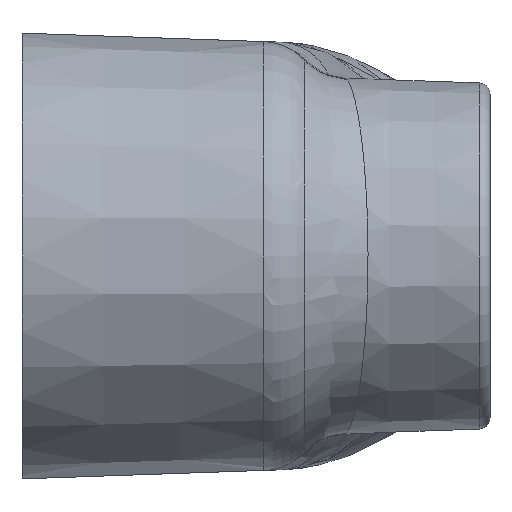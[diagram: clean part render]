
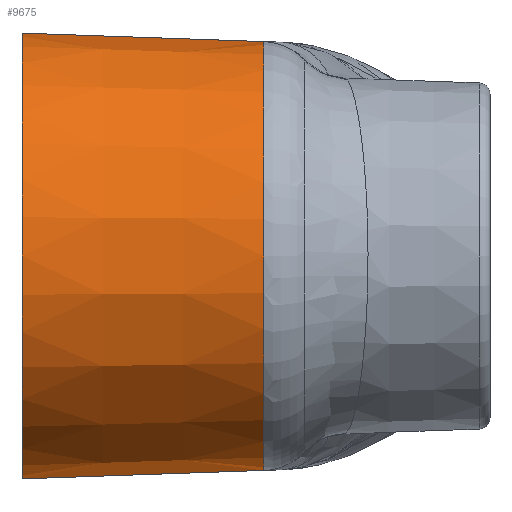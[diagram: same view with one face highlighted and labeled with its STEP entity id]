
A CAD part, left-side view. The second image highlights one B-rep face of the part: STEP entity #9675.
In plain terms, the highlighted conical face has half-angle 2 degrees and reference radius 31.308 mm.
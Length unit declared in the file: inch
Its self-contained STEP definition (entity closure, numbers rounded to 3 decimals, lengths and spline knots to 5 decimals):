
#398=CONICAL_SURFACE('',#10269,1.2326,0.035);
#784=LINE('',#21859,#1525);
#785=LINE('',#21860,#1526);
#1525=VECTOR('',#11584,0.39394);
#1526=VECTOR('',#11585,0.39394);
#2987=FACE_OUTER_BOUND('',#3576,.T.);
#3576=EDGE_LOOP('',(#8257,#8258,#8259,#8260));
#3813=CIRCLE('',#9930,1.25);
#3957=CIRCLE('',#10270,1.20268);
#4018=VERTEX_POINT('',#12651);
#4019=VERTEX_POINT('',#12652);
#4597=VERTEX_POINT('',#21856);
#4598=VERTEX_POINT('',#21857);
#4986=EDGE_CURVE('',#4018,#4019,#3813,.T.);
#5879=EDGE_CURVE('',#4597,#4598,#3957,.T.);
#5880=EDGE_CURVE('',#4597,#4018,#784,.T.);
#5881=EDGE_CURVE('',#4019,#4598,#785,.T.);
#8257=ORIENTED_EDGE('',*,*,#5879,.F.);
#8258=ORIENTED_EDGE('',*,*,#5880,.T.);
#8259=ORIENTED_EDGE('',*,*,#4986,.T.);
#8260=ORIENTED_EDGE('',*,*,#5881,.T.);
#9675=ADVANCED_FACE('',(#2987),#398,.T.);
#9930=AXIS2_PLACEMENT_3D('',#12653,#10532,#10533);
#10269=AXIS2_PLACEMENT_3D('',#21855,#11580,#11581);
#10270=AXIS2_PLACEMENT_3D('',#21858,#11582,#11583);
#10532=DIRECTION('center_axis',(0.,-1.,0.));
#10533=DIRECTION('ref_axis',(0.,0.,1.));
#11580=DIRECTION('center_axis',(0.,1.,0.));
#11581=DIRECTION('ref_axis',(0.,0.,1.));
#11582=DIRECTION('center_axis',(0.,-1.,0.));
#11583=DIRECTION('ref_axis',(-1.,0.,0.));
#11584=DIRECTION('',(0.,0.999,0.035));
#11585=DIRECTION('',(0.,-0.999,0.035));
#12651=CARTESIAN_POINT('',(-2.375,1.65625,1.25));
#12652=CARTESIAN_POINT('',(-2.375,1.65625,-1.25));
#12653=CARTESIAN_POINT('Origin',(-2.375,1.65625,0.));
#21855=CARTESIAN_POINT('Origin',(-2.375,1.15803,0.));
#21856=CARTESIAN_POINT('',(-2.375,0.30105,1.20268));
#21857=CARTESIAN_POINT('',(-2.375,0.30105,-1.20268));
#21858=CARTESIAN_POINT('Origin',(-2.375,0.30105,0.));
#21859=CARTESIAN_POINT('',(-2.375,1.15803,1.2326));
#21860=CARTESIAN_POINT('',(-2.375,1.15803,-1.2326));
